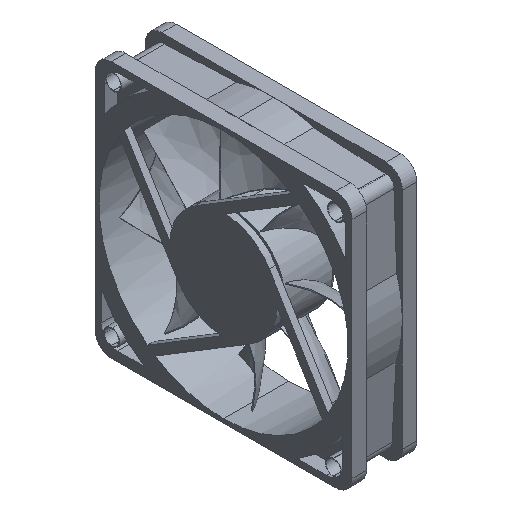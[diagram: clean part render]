
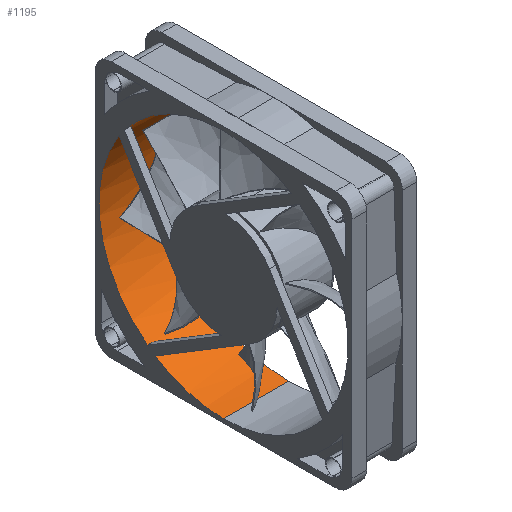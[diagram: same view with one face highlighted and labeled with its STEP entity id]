
A CAD part, isometric view. The second image highlights one B-rep face of the part: STEP entity #1195.
In plain terms, the highlighted cylindrical face has radius 38.346 mm (diameter 76.693 mm), a partial arc.
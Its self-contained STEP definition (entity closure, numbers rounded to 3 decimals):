
#3 = DIRECTION ( 'NONE',  ( -1., 0., 0. ) ) ;
#53 = AXIS2_PLACEMENT_3D ( 'NONE', #3528, #8346, #4214 ) ;
#97 = EDGE_CURVE ( 'NONE', #1587, #3273, #6580, .T. ) ;
#120 = DIRECTION ( 'NONE',  ( 0., 0., -1. ) ) ;
#283 = EDGE_CURVE ( 'NONE', #3248, #8863, #5258, .T. ) ;
#338 = AXIS2_PLACEMENT_3D ( 'NONE', #8798, #4681, #3989 ) ;
#687 = CARTESIAN_POINT ( 'NONE',  ( -10., -15.8, -9.664 ) ) ;
#794 = CARTESIAN_POINT ( 'NONE',  ( -10., 14.626, 13.674 ) ) ;
#1033 = EDGE_CURVE ( 'NONE', #1762, #8175, #8260, .T. ) ;
#1059 = CARTESIAN_POINT ( 'NONE',  ( -10., 7.538, -40.09 ) ) ;
#1062 = CARTESIAN_POINT ( 'NONE',  ( -8., 5.147, -41.784 ) ) ;
#1141 = CARTESIAN_POINT ( 'NONE',  ( -8., 7.538, -40.09 ) ) ;
#1157 = CIRCLE ( 'NONE', #3703, 38.346 ) ;
#1177 = LINE ( 'NONE', #1484, #4812 ) ;
#1195 = ADVANCED_FACE ( 'NONE', ( #3958 ), #3737, .F. ) ;
#1222 = CIRCLE ( 'NONE', #2635, 38.346 ) ;
#1272 = CARTESIAN_POINT ( 'NONE',  ( -8., 14.626, 13.674 ) ) ;
#1389 = DIRECTION ( 'NONE',  ( 0., 0., -1. ) ) ;
#1401 = VECTOR ( 'NONE', #7933, 1000. ) ;
#1447 = VECTOR ( 'NONE', #3445, 1000. ) ;
#1484 = CARTESIAN_POINT ( 'NONE',  ( -8., 7.538, -40.09 ) ) ;
#1548 = CARTESIAN_POINT ( 'NONE',  ( -8., -15.8, -9.664 ) ) ;
#1587 = VERTEX_POINT ( 'NONE', #3709 ) ;
#1699 = ORIENTED_EDGE ( 'NONE', *, *, #4628, .F. ) ;
#1743 = EDGE_LOOP ( 'NONE', ( #6335, #3598, #4538, #1699, #5287, #6500, #7994, #7733, #5273, #8458, #1852, #4014 ) ) ;
#1762 = VERTEX_POINT ( 'NONE', #8153 ) ;
#1852 = ORIENTED_EDGE ( 'NONE', *, *, #1033, .T. ) ;
#2095 = DIRECTION ( 'NONE',  ( 1., 0., 0. ) ) ;
#2228 = DIRECTION ( 'NONE',  ( 0., -1., 0. ) ) ;
#2243 = VECTOR ( 'NONE', #6064, 1000. ) ;
#2286 = VERTEX_POINT ( 'NONE', #1059 ) ;
#2396 = DIRECTION ( 'NONE',  ( -1., 0., 0. ) ) ;
#2453 = EDGE_CURVE ( 'NONE', #3248, #8183, #4268, .T. ) ;
#2634 = EDGE_CURVE ( 'NONE', #2963, #2286, #1177, .T. ) ;
#2635 = AXIS2_PLACEMENT_3D ( 'NONE', #687, #5470, #1389 ) ;
#2684 = VECTOR ( 'NONE', #2396, 1000. ) ;
#2787 = DIRECTION ( 'NONE',  ( -1., 0., 0. ) ) ;
#2939 = VECTOR ( 'NONE', #7185, 1000. ) ;
#2963 = VERTEX_POINT ( 'NONE', #1141 ) ;
#2975 = CIRCLE ( 'NONE', #6999, 38.346 ) ;
#3063 = CARTESIAN_POINT ( 'NONE',  ( -8., 16.319, 11.283 ) ) ;
#3248 = VERTEX_POINT ( 'NONE', #3722 ) ;
#3250 = VERTEX_POINT ( 'NONE', #7846 ) ;
#3273 = VERTEX_POINT ( 'NONE', #7198 ) ;
#3445 = DIRECTION ( 'NONE',  ( -1., 0., 0. ) ) ;
#3528 = CARTESIAN_POINT ( 'NONE',  ( 10., -15.8, -9.664 ) ) ;
#3569 = CIRCLE ( 'NONE', #53, 38.346 ) ;
#3598 = ORIENTED_EDGE ( 'NONE', *, *, #6831, .T. ) ;
#3662 = EDGE_CURVE ( 'NONE', #2963, #1762, #2975, .T. ) ;
#3703 = AXIS2_PLACEMENT_3D ( 'NONE', #6219, #2095, #6904 ) ;
#3709 = CARTESIAN_POINT ( 'NONE',  ( 10., -15.8, 28.682 ) ) ;
#3710 = CIRCLE ( 'NONE', #8775, 38.346 ) ;
#3722 = CARTESIAN_POINT ( 'NONE',  ( -8., 14.626, 13.674 ) ) ;
#3737 = CYLINDRICAL_SURFACE ( 'NONE', #338, 38.346 ) ;
#3871 = CARTESIAN_POINT ( 'NONE',  ( 10., -15.8, -48.01 ) ) ;
#3958 = FACE_OUTER_BOUND ( 'NONE', #1743, .T. ) ;
#3989 = DIRECTION ( 'NONE',  ( 0., 0., 1. ) ) ;
#4014 = ORIENTED_EDGE ( 'NONE', *, *, #7312, .F. ) ;
#4091 = CARTESIAN_POINT ( 'NONE',  ( -8., -15.8, -9.664 ) ) ;
#4201 = DIRECTION ( 'NONE',  ( 1., 0., 0. ) ) ;
#4214 = DIRECTION ( 'NONE',  ( 0., 0., -1. ) ) ;
#4268 = LINE ( 'NONE', #1272, #2243 ) ;
#4538 = ORIENTED_EDGE ( 'NONE', *, *, #97, .T. ) ;
#4628 = EDGE_CURVE ( 'NONE', #8183, #3273, #1157, .T. ) ;
#4681 = DIRECTION ( 'NONE',  ( -1., 0., 0. ) ) ;
#4790 = DIRECTION ( 'NONE',  ( 0., 0., -1. ) ) ;
#4810 = EDGE_CURVE ( 'NONE', #2286, #3250, #3710, .T. ) ;
#4812 = VECTOR ( 'NONE', #2787, 1000. ) ;
#4867 = LINE ( 'NONE', #6234, #1447 ) ;
#4910 = VERTEX_POINT ( 'NONE', #5897 ) ;
#5020 = AXIS2_PLACEMENT_3D ( 'NONE', #4091, #3, #4790 ) ;
#5145 = CARTESIAN_POINT ( 'NONE',  ( -8., 16.319, 11.283 ) ) ;
#5258 = CIRCLE ( 'NONE', #5020, 38.346 ) ;
#5273 = ORIENTED_EDGE ( 'NONE', *, *, #2634, .F. ) ;
#5287 = ORIENTED_EDGE ( 'NONE', *, *, #2453, .F. ) ;
#5470 = DIRECTION ( 'NONE',  ( 1., 0., 0. ) ) ;
#5897 = CARTESIAN_POINT ( 'NONE',  ( -10., -15.8, -48.01 ) ) ;
#6064 = DIRECTION ( 'NONE',  ( -1., 0., 0. ) ) ;
#6219 = CARTESIAN_POINT ( 'NONE',  ( -10., -15.8, -9.664 ) ) ;
#6234 = CARTESIAN_POINT ( 'NONE',  ( 10., -15.8, -48.01 ) ) ;
#6335 = ORIENTED_EDGE ( 'NONE', *, *, #6578, .F. ) ;
#6354 = DIRECTION ( 'NONE',  ( -1., 0., 0. ) ) ;
#6393 = LINE ( 'NONE', #3063, #2939 ) ;
#6500 = ORIENTED_EDGE ( 'NONE', *, *, #283, .T. ) ;
#6578 = EDGE_CURVE ( 'NONE', #8000, #4910, #4867, .T. ) ;
#6580 = LINE ( 'NONE', #7859, #2684 ) ;
#6831 = EDGE_CURVE ( 'NONE', #8000, #1587, #3569, .T. ) ;
#6904 = DIRECTION ( 'NONE',  ( 0., 0., -1. ) ) ;
#6999 = AXIS2_PLACEMENT_3D ( 'NONE', #1548, #6354, #2228 ) ;
#7011 = EDGE_CURVE ( 'NONE', #8863, #3250, #6393, .T. ) ;
#7185 = DIRECTION ( 'NONE',  ( -1., 0., 0. ) ) ;
#7198 = CARTESIAN_POINT ( 'NONE',  ( -10., -15.8, 28.682 ) ) ;
#7312 = EDGE_CURVE ( 'NONE', #4910, #8175, #1222, .T. ) ;
#7733 = ORIENTED_EDGE ( 'NONE', *, *, #4810, .F. ) ;
#7846 = CARTESIAN_POINT ( 'NONE',  ( -10., 16.319, 11.283 ) ) ;
#7859 = CARTESIAN_POINT ( 'NONE',  ( 10., -15.8, 28.682 ) ) ;
#7933 = DIRECTION ( 'NONE',  ( -1., 0., 0. ) ) ;
#7994 = ORIENTED_EDGE ( 'NONE', *, *, #7011, .T. ) ;
#8000 = VERTEX_POINT ( 'NONE', #3871 ) ;
#8153 = CARTESIAN_POINT ( 'NONE',  ( -8., 5.147, -41.784 ) ) ;
#8175 = VERTEX_POINT ( 'NONE', #8320 ) ;
#8183 = VERTEX_POINT ( 'NONE', #794 ) ;
#8260 = LINE ( 'NONE', #1062, #1401 ) ;
#8320 = CARTESIAN_POINT ( 'NONE',  ( -10., 5.147, -41.784 ) ) ;
#8331 = CARTESIAN_POINT ( 'NONE',  ( -10., -15.8, -9.664 ) ) ;
#8346 = DIRECTION ( 'NONE',  ( 1., 0., 0. ) ) ;
#8458 = ORIENTED_EDGE ( 'NONE', *, *, #3662, .T. ) ;
#8775 = AXIS2_PLACEMENT_3D ( 'NONE', #8331, #4201, #120 ) ;
#8798 = CARTESIAN_POINT ( 'NONE',  ( 10., -15.8, -9.664 ) ) ;
#8863 = VERTEX_POINT ( 'NONE', #5145 ) ;
